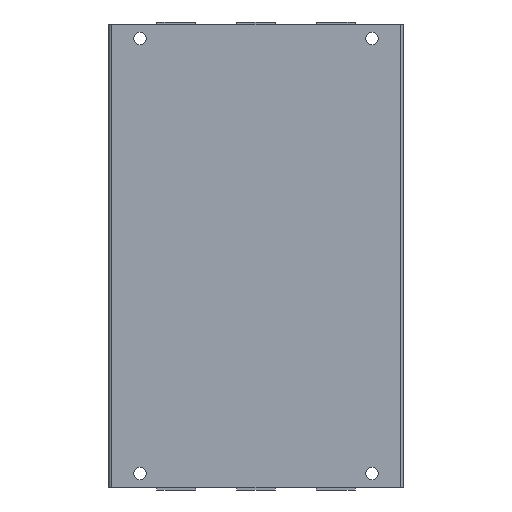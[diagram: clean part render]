
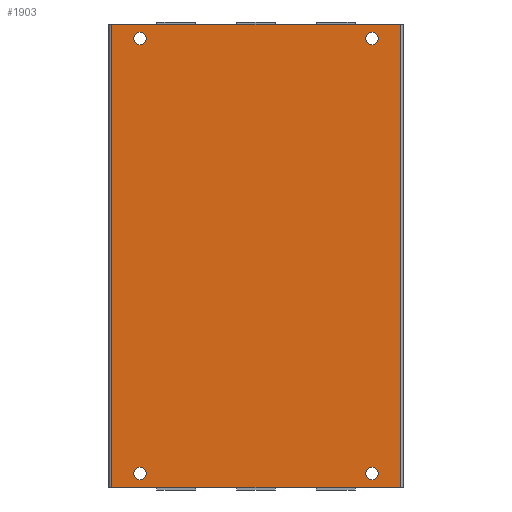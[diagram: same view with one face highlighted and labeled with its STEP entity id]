
A CAD part, front view. The second image highlights one B-rep face of the part: STEP entity #1903.
In plain terms, the highlighted planar face has unit normal (0, -1, 0).
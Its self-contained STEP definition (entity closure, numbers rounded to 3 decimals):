
#154 = CARTESIAN_POINT ( 'NONE',  ( 99.5, 0., 160. ) ) ;
#614 = EDGE_LOOP ( 'NONE', ( #48798, #41876 ) ) ;
#729 = DIRECTION ( 'NONE',  ( -1., 0., 0. ) ) ;
#1213 = EDGE_LOOP ( 'NONE', ( #33599, #41217, #8086, #27108 ) ) ;
#1375 = EDGE_LOOP ( 'NONE', ( #28387, #16609 ) ) ;
#1572 = LINE ( 'NONE', #43796, #12176 ) ;
#1733 = VERTEX_POINT ( 'NONE', #38252 ) ;
#1903 = ADVANCED_FACE ( 'NONE', ( #45789, #3273, #35175, #13875, #24523 ), #16553, .F. ) ;
#3273 = FACE_BOUND ( 'NONE', #614, .T. ) ;
#4339 = CARTESIAN_POINT ( 'NONE',  ( -80., 0., 150. ) ) ;
#4682 = VERTEX_POINT ( 'NONE', #20290 ) ;
#5072 = CIRCLE ( 'NONE', #35750, 4.25 ) ;
#6238 = VECTOR ( 'NONE', #34365, 1000. ) ;
#7247 = DIRECTION ( 'NONE',  ( 0., 1., 0. ) ) ;
#7450 = CARTESIAN_POINT ( 'NONE',  ( -80., 0., -150. ) ) ;
#7728 = CARTESIAN_POINT ( 'NONE',  ( 80., 0., -145.75 ) ) ;
#8086 = ORIENTED_EDGE ( 'NONE', *, *, #24865, .F. ) ;
#8193 = EDGE_CURVE ( 'NONE', #1733, #18174, #13149, .T. ) ;
#8326 = CARTESIAN_POINT ( 'NONE',  ( 99.5, 0., 160. ) ) ;
#8342 = DIRECTION ( 'NONE',  ( 0., 0., 1. ) ) ;
#8683 = CARTESIAN_POINT ( 'NONE',  ( 101.5, 0., 160. ) ) ;
#8786 = CIRCLE ( 'NONE', #48136, 4.25 ) ;
#11454 = DIRECTION ( 'NONE',  ( 0., 0., 1. ) ) ;
#12118 = CIRCLE ( 'NONE', #48776, 4.25 ) ;
#12176 = VECTOR ( 'NONE', #20012, 1000. ) ;
#12402 = VERTEX_POINT ( 'NONE', #30991 ) ;
#12679 = DIRECTION ( 'NONE',  ( 0., 0., 1. ) ) ;
#13149 = CIRCLE ( 'NONE', #32309, 4.25 ) ;
#13780 = DIRECTION ( 'NONE',  ( 0., 1., 0. ) ) ;
#13875 = FACE_BOUND ( 'NONE', #48560, .T. ) ;
#15103 = EDGE_CURVE ( 'NONE', #28451, #36121, #33737, .T. ) ;
#15874 = AXIS2_PLACEMENT_3D ( 'NONE', #7450, #35415, #11454 ) ;
#16045 = VERTEX_POINT ( 'NONE', #28827 ) ;
#16183 = DIRECTION ( 'NONE',  ( 0., 1., 0. ) ) ;
#16401 = ORIENTED_EDGE ( 'NONE', *, *, #28527, .T. ) ;
#16553 = PLANE ( 'NONE',  #38608 ) ;
#16609 = ORIENTED_EDGE ( 'NONE', *, *, #40259, .T. ) ;
#16787 = VERTEX_POINT ( 'NONE', #21780 ) ;
#16889 = LINE ( 'NONE', #38400, #6238 ) ;
#18174 = VERTEX_POINT ( 'NONE', #30386 ) ;
#18431 = EDGE_CURVE ( 'NONE', #36121, #28451, #41823, .T. ) ;
#18444 = VERTEX_POINT ( 'NONE', #36324 ) ;
#19909 = EDGE_CURVE ( 'NONE', #28661, #30610, #50438, .T. ) ;
#20012 = DIRECTION ( 'NONE',  ( 0., 0., -1. ) ) ;
#20275 = CARTESIAN_POINT ( 'NONE',  ( 80., 0., -150. ) ) ;
#20290 = CARTESIAN_POINT ( 'NONE',  ( -99.5, 0., -160. ) ) ;
#20678 = AXIS2_PLACEMENT_3D ( 'NONE', #40111, #16183, #44135 ) ;
#20947 = CIRCLE ( 'NONE', #15874, 4.25 ) ;
#21001 = LINE ( 'NONE', #28633, #22266 ) ;
#21119 = CARTESIAN_POINT ( 'NONE',  ( 99.5, 0., -160. ) ) ;
#21780 = CARTESIAN_POINT ( 'NONE',  ( 80., 0., -154.25 ) ) ;
#22266 = VECTOR ( 'NONE', #729, 1000. ) ;
#23762 = DIRECTION ( 'NONE',  ( 0., 1., 0. ) ) ;
#23811 = CARTESIAN_POINT ( 'NONE',  ( 80., 0., 150. ) ) ;
#24043 = DIRECTION ( 'NONE',  ( 0., 0., 1. ) ) ;
#24291 = DIRECTION ( 'NONE',  ( 0., 0., 1. ) ) ;
#24523 = FACE_OUTER_BOUND ( 'NONE', #1213, .T. ) ;
#24865 = EDGE_CURVE ( 'NONE', #28661, #4682, #21001, .T. ) ;
#25360 = AXIS2_PLACEMENT_3D ( 'NONE', #4339, #32283, #8342 ) ;
#27108 = ORIENTED_EDGE ( 'NONE', *, *, #19909, .T. ) ;
#27576 = CIRCLE ( 'NONE', #20678, 4.25 ) ;
#27644 = CARTESIAN_POINT ( 'NONE',  ( -80., 0., 145.75 ) ) ;
#27827 = DIRECTION ( 'NONE',  ( 0., 0., 1. ) ) ;
#28387 = ORIENTED_EDGE ( 'NONE', *, *, #28741, .T. ) ;
#28451 = VERTEX_POINT ( 'NONE', #27644 ) ;
#28527 = EDGE_CURVE ( 'NONE', #16787, #51124, #5072, .T. ) ;
#28633 = CARTESIAN_POINT ( 'NONE',  ( 101.5, 0., -160. ) ) ;
#28661 = VERTEX_POINT ( 'NONE', #21119 ) ;
#28741 = EDGE_CURVE ( 'NONE', #16045, #18444, #8786, .T. ) ;
#28827 = CARTESIAN_POINT ( 'NONE',  ( 80., 0., 154.25 ) ) ;
#29282 = EDGE_CURVE ( 'NONE', #30610, #12402, #16889, .T. ) ;
#30386 = CARTESIAN_POINT ( 'NONE',  ( -80., 0., -145.75 ) ) ;
#30610 = VERTEX_POINT ( 'NONE', #8326 ) ;
#30991 = CARTESIAN_POINT ( 'NONE',  ( -99.5, 0., 160. ) ) ;
#31168 = CARTESIAN_POINT ( 'NONE',  ( -80., 0., 150. ) ) ;
#32283 = DIRECTION ( 'NONE',  ( 0., 1., 0. ) ) ;
#32309 = AXIS2_PLACEMENT_3D ( 'NONE', #47703, #23762, #51727 ) ;
#33599 = ORIENTED_EDGE ( 'NONE', *, *, #29282, .T. ) ;
#33737 = CIRCLE ( 'NONE', #42068, 4.25 ) ;
#34059 = EDGE_CURVE ( 'NONE', #18174, #1733, #20947, .T. ) ;
#34139 = EDGE_CURVE ( 'NONE', #12402, #4682, #1572, .T. ) ;
#34365 = DIRECTION ( 'NONE',  ( -1., 0., 0. ) ) ;
#35175 = FACE_BOUND ( 'NONE', #44475, .T. ) ;
#35206 = DIRECTION ( 'NONE',  ( 0., 0., 1. ) ) ;
#35415 = DIRECTION ( 'NONE',  ( 0., 1., 0. ) ) ;
#35750 = AXIS2_PLACEMENT_3D ( 'NONE', #20275, #48250, #24291 ) ;
#36121 = VERTEX_POINT ( 'NONE', #40803 ) ;
#36324 = CARTESIAN_POINT ( 'NONE',  ( 80., 0., 145.75 ) ) ;
#36642 = DIRECTION ( 'NONE',  ( 0., 1., 0. ) ) ;
#37759 = CARTESIAN_POINT ( 'NONE',  ( 80., 0., 150. ) ) ;
#38252 = CARTESIAN_POINT ( 'NONE',  ( -80., 0., -154.25 ) ) ;
#38400 = CARTESIAN_POINT ( 'NONE',  ( 101.5, 0., 160. ) ) ;
#38608 = AXIS2_PLACEMENT_3D ( 'NONE', #8683, #36642, #12679 ) ;
#38636 = ORIENTED_EDGE ( 'NONE', *, *, #8193, .T. ) ;
#39791 = VECTOR ( 'NONE', #24043, 1000. ) ;
#40111 = CARTESIAN_POINT ( 'NONE',  ( 80., 0., -150. ) ) ;
#40259 = EDGE_CURVE ( 'NONE', #18444, #16045, #12118, .T. ) ;
#40803 = CARTESIAN_POINT ( 'NONE',  ( -80., 0., 154.25 ) ) ;
#41217 = ORIENTED_EDGE ( 'NONE', *, *, #34139, .T. ) ;
#41778 = DIRECTION ( 'NONE',  ( 0., 0., 1. ) ) ;
#41823 = CIRCLE ( 'NONE', #25360, 4.25 ) ;
#41876 = ORIENTED_EDGE ( 'NONE', *, *, #15103, .T. ) ;
#42068 = AXIS2_PLACEMENT_3D ( 'NONE', #31168, #7247, #35206 ) ;
#43796 = CARTESIAN_POINT ( 'NONE',  ( -99.5, 0., 160. ) ) ;
#44135 = DIRECTION ( 'NONE',  ( 0., 0., 1. ) ) ;
#44475 = EDGE_LOOP ( 'NONE', ( #50022, #16401 ) ) ;
#45789 = FACE_BOUND ( 'NONE', #1375, .T. ) ;
#45891 = EDGE_CURVE ( 'NONE', #51124, #16787, #27576, .T. ) ;
#47703 = CARTESIAN_POINT ( 'NONE',  ( -80., 0., -150. ) ) ;
#48136 = AXIS2_PLACEMENT_3D ( 'NONE', #37759, #13780, #41778 ) ;
#48250 = DIRECTION ( 'NONE',  ( 0., 1., 0. ) ) ;
#48560 = EDGE_LOOP ( 'NONE', ( #51326, #38636 ) ) ;
#48776 = AXIS2_PLACEMENT_3D ( 'NONE', #23811, #51787, #27827 ) ;
#48798 = ORIENTED_EDGE ( 'NONE', *, *, #18431, .T. ) ;
#50022 = ORIENTED_EDGE ( 'NONE', *, *, #45891, .T. ) ;
#50438 = LINE ( 'NONE', #154, #39791 ) ;
#51124 = VERTEX_POINT ( 'NONE', #7728 ) ;
#51326 = ORIENTED_EDGE ( 'NONE', *, *, #34059, .T. ) ;
#51727 = DIRECTION ( 'NONE',  ( 0., 0., 1. ) ) ;
#51787 = DIRECTION ( 'NONE',  ( 0., 1., 0. ) ) ;
